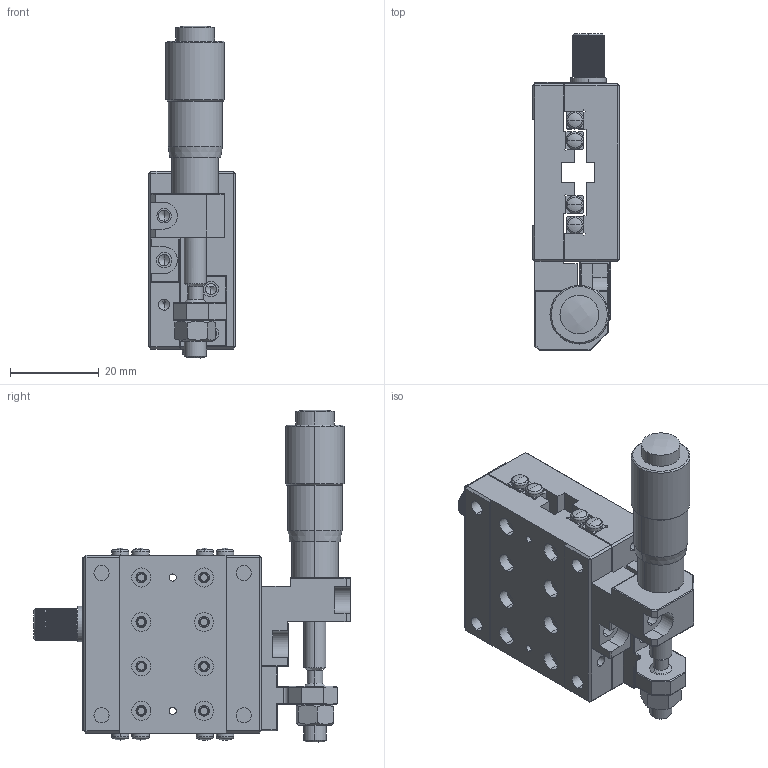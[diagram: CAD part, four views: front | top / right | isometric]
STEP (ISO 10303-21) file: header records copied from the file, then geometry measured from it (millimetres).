
FILE_DESCRIPTION (( 'STEP AP203' ), '1' );
FILE_NAME ('516312.STEP', '2025-07-08T06:02:24', ( '' ), ( '' ), 'SwSTEP 2.0', 'SolidWorks 2020', '' );
FILE_SCHEMA (( 'CONFIG_CONTROL_DESIGN' ));
Length unit declared in the file: millimetre
Products named in the file (1): 516312
Bounding box: 19.53 x 71.3 x 74.69 mm (x, y, z)
Volume: 33878.3 mm3; surface area: 25549.2 mm2
Topology: 15 solids, 15 shells, 1077 faces, 2848 edges, 1786 vertices
Faces by surface type: cylinder 531, plane 344, cone 156, torus 32, bspline 14
Entity records: 34469 total; most frequent: CARTESIAN_POINT 8029, ORIENTED_EDGE 5576, DIRECTION 5404, EDGE_CURVE 2788, AXIS2_PLACEMENT_3D 2045, VERTEX_POINT 1786, LINE 1314, VECTOR 1314
